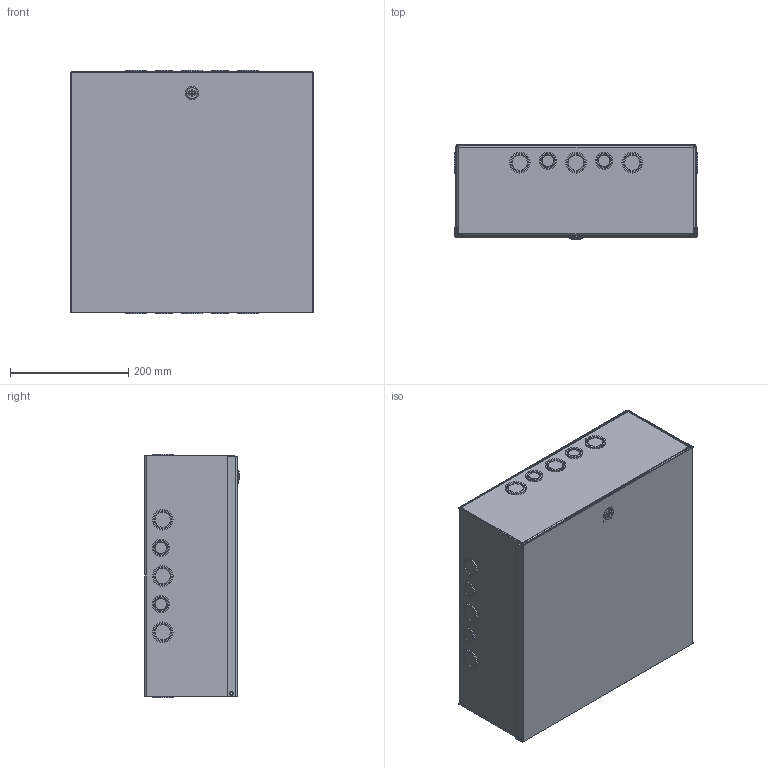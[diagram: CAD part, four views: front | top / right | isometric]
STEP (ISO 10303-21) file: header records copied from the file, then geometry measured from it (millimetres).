
FILE_DESCRIPTION( ( 'Unknown' ), '1' );
FILE_NAME( 'EUKO161606.stp', 'Unknown', ( 'Unknown' ), ( 'Unknown' ), 'PSStep 16.0.42', 'Unknown', ' ' );
FILE_SCHEMA( ( 'AUTOMOTIVE_DESIGN { 1 0 10303 214 1 1 1 1 }' ) );
Length unit declared in the file: millimetre
Products named in the file (9): LOCK PLASTIQUE ASSEMBLÉ; CAM; CORPS; DUKO161606_BOITIER; DUKO161606B_16Ga; DUKOxx1606E_16Ga; EUKO1616_COUVERCLE; EUKO1616C; Assem1
Assembly tree (9 placements, depth 4):
  Assem1
    EUKO1616_COUVERCLE
      EUKO1616C
      LOCK PLASTIQUE ASSEMBLÉ
        CAM
        CORPS
    DUKO161606_BOITIER
      DUKO161606B_16Ga
      DUKOxx1606E_16Ga  x2
Bounding box: 412.5 x 159.44 x 412.5 mm (x, y, z)
Volume: 954887.2 mm3; surface area: 1262002.5 mm2
Topology: 6 solids, 6 shells, 582 faces, 1332 edges, 887 vertices
Faces by surface type: plane 387, cylinder 123, torus 48, extrusion 15, cone 9
Full cylindrical faces by diameter (mm): 0.346 x2, 3.658 x2, 4.293 x6, 6.35 x6, 6.706 x2, 21.819 x1, 25.527 x8, 28.575 x8, 31.877 x12, 34.925 x12
Entity records: 18775 total; most frequent: CARTESIAN_POINT 3311, DIRECTION 2247, ORIENTED_EDGE 2158, EDGE_CURVE 1079, AXIS2_PLACEMENT_3D 807, VERTEX_POINT 766, EDGE_LOOP 723, VECTOR 633
